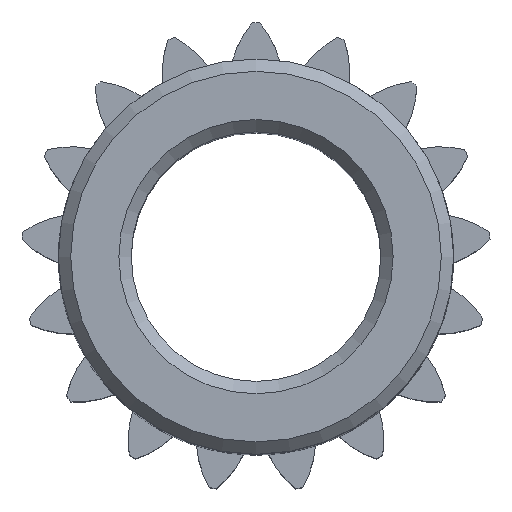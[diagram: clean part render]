
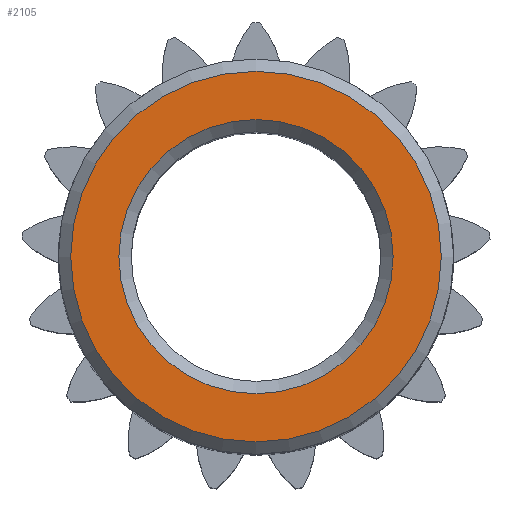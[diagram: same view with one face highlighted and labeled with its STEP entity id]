
A CAD part, top view. The second image highlights one B-rep face of the part: STEP entity #2105.
In plain terms, the highlighted planar face has unit normal (0, 0, 1).
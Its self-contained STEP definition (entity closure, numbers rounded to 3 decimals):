
#16=FACE_BOUND('',#483,.T.);
#18=PLANE('',#2404);
#353=FACE_OUTER_BOUND('',#482,.T.);
#482=EDGE_LOOP('',(#1629));
#483=EDGE_LOOP('',(#1630));
#669=CIRCLE('',#2328,3.75);
#671=CIRCLE('',#2331,2.775);
#939=VERTEX_POINT('',#3697);
#941=VERTEX_POINT('',#3703);
#1171=EDGE_CURVE('',#939,#939,#669,.T.);
#1174=EDGE_CURVE('',#941,#941,#671,.T.);
#1629=ORIENTED_EDGE('',*,*,#1171,.F.);
#1630=ORIENTED_EDGE('',*,*,#1174,.F.);
#2105=ADVANCED_FACE('',(#353,#16),#18,.F.);
#2328=AXIS2_PLACEMENT_3D('',#3699,#2852,#2853);
#2331=AXIS2_PLACEMENT_3D('',#3705,#2859,#2860);
#2404=AXIS2_PLACEMENT_3D('',#3836,#3007,#3008);
#2852=DIRECTION('center_axis',(0.,0.,-1.));
#2853=DIRECTION('ref_axis',(1.,0.,0.));
#2859=DIRECTION('center_axis',(0.,0.,1.));
#2860=DIRECTION('ref_axis',(-1.,0.,0.));
#3007=DIRECTION('center_axis',(0.,0.,-1.));
#3008=DIRECTION('ref_axis',(0.,-1.,0.));
#3697=CARTESIAN_POINT('',(-3.75,0.,10.));
#3699=CARTESIAN_POINT('Origin',(0.,0.,10.));
#3703=CARTESIAN_POINT('',(2.775,0.,10.));
#3705=CARTESIAN_POINT('Origin',(0.,0.,10.));
#3836=CARTESIAN_POINT('Origin',(0.,0.,10.));
